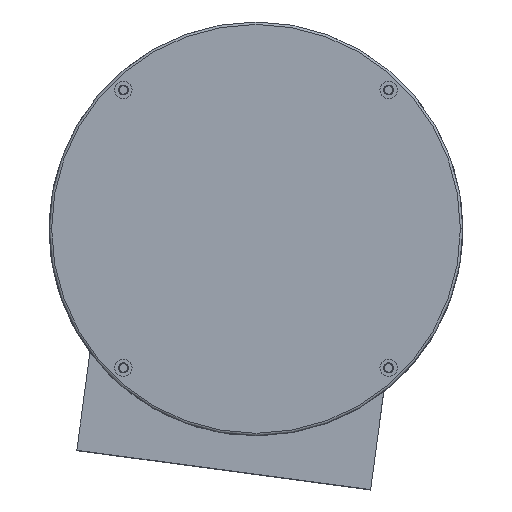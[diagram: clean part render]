
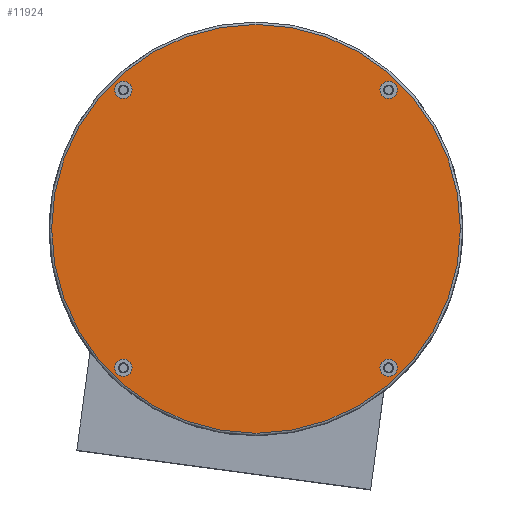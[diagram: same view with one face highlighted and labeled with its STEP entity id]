
A CAD part, top view. The second image highlights one B-rep face of the part: STEP entity #11924.
In plain terms, the highlighted face is planar.
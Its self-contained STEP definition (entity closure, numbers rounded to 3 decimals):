
#1282 = VERTEX_POINT ( 'NONE', #25733 ) ;
#2135 = FACE_BOUND ( 'NONE', #29494, .T. ) ;
#2157 = DIRECTION ( 'NONE',  ( 0., 0., 1. ) ) ;
#2908 = AXIS2_PLACEMENT_3D ( 'NONE', #13854, #21099, #24270 ) ;
#3681 = VERTEX_POINT ( 'NONE', #35331 ) ;
#3919 = EDGE_CURVE ( 'NONE', #40426, #36652, #23858, .T. ) ;
#4009 = DIRECTION ( 'NONE',  ( 0., 0., -1. ) ) ;
#4315 = CIRCLE ( 'NONE', #24227, 7. ) ;
#4325 = VERTEX_POINT ( 'NONE', #37762 ) ;
#4468 = CARTESIAN_POINT ( 'NONE',  ( 45.3, 0., 165.5 ) ) ;
#4982 = AXIS2_PLACEMENT_3D ( 'NONE', #9428, #28683, #8872 ) ;
#5251 = CARTESIAN_POINT ( 'NONE',  ( 45.3, 161., 0. ) ) ;
#5668 = DIRECTION ( 'NONE',  ( 0., 0., -1. ) ) ;
#6535 = VERTEX_POINT ( 'NONE', #4468 ) ;
#7567 = CARTESIAN_POINT ( 'NONE',  ( 45.3, 112.5, -107.35 ) ) ;
#7828 = CIRCLE ( 'NONE', #14830, 7. ) ;
#8279 = FACE_BOUND ( 'NONE', #26976, .T. ) ;
#8639 = DIRECTION ( 'NONE',  ( 1., 0., 0. ) ) ;
#8709 = PLANE ( 'NONE',  #9023 ) ;
#8872 = DIRECTION ( 'NONE',  ( 0., 0., -1. ) ) ;
#8890 = DIRECTION ( 'NONE',  ( 1., 0., 0. ) ) ;
#8999 = DIRECTION ( 'NONE',  ( 0., 0., 1. ) ) ;
#9023 = AXIS2_PLACEMENT_3D ( 'NONE', #5251, #15371, #8999 ) ;
#9317 = FACE_OUTER_BOUND ( 'NONE', #36232, .T. ) ;
#9428 = CARTESIAN_POINT ( 'NONE',  ( 45.3, 112.5, 107.35 ) ) ;
#9687 = ORIENTED_EDGE ( 'NONE', *, *, #26640, .T. ) ;
#9856 = CIRCLE ( 'NONE', #20697, 7. ) ;
#9888 = EDGE_CURVE ( 'NONE', #3681, #38901, #14147, .T. ) ;
#11648 = EDGE_CURVE ( 'NONE', #13655, #1282, #7828, .T. ) ;
#11775 = EDGE_CURVE ( 'NONE', #24085, #29123, #9856, .T. ) ;
#11924 = ADVANCED_FACE ( 'NONE', ( #9317, #8279, #33655, #2135, #37300 ), #8709, .F. ) ;
#12257 = CARTESIAN_POINT ( 'NONE',  ( 45.3, 0., 0. ) ) ;
#13371 = ORIENTED_EDGE ( 'NONE', *, *, #11775, .F. ) ;
#13655 = VERTEX_POINT ( 'NONE', #41735 ) ;
#13701 = AXIS2_PLACEMENT_3D ( 'NONE', #24364, #23796, #34056 ) ;
#13854 = CARTESIAN_POINT ( 'NONE',  ( 45.3, -112.5, 107.35 ) ) ;
#14147 = CIRCLE ( 'NONE', #2908, 7. ) ;
#14186 = CIRCLE ( 'NONE', #15495, 7. ) ;
#14687 = CIRCLE ( 'NONE', #31305, 165.5 ) ;
#14830 = AXIS2_PLACEMENT_3D ( 'NONE', #7567, #20617, #40145 ) ;
#15210 = DIRECTION ( 'NONE',  ( 1., 0., 0. ) ) ;
#15371 = DIRECTION ( 'NONE',  ( -1., 0., 0. ) ) ;
#15495 = AXIS2_PLACEMENT_3D ( 'NONE', #41710, #15210, #5668 ) ;
#17038 = CARTESIAN_POINT ( 'NONE',  ( 45.3, 112.5, -107.35 ) ) ;
#17991 = DIRECTION ( 'NONE',  ( 1., 0., 0. ) ) ;
#18538 = CARTESIAN_POINT ( 'NONE',  ( 45.3, -112.5, 100.35 ) ) ;
#18593 = DIRECTION ( 'NONE',  ( 1., 0., 0. ) ) ;
#19335 = CIRCLE ( 'NONE', #37032, 7. ) ;
#19680 = CIRCLE ( 'NONE', #42551, 165.5 ) ;
#20617 = DIRECTION ( 'NONE',  ( 1., 0., 0. ) ) ;
#20697 = AXIS2_PLACEMENT_3D ( 'NONE', #31405, #17991, #24493 ) ;
#21099 = DIRECTION ( 'NONE',  ( 1., 0., 0. ) ) ;
#21687 = ORIENTED_EDGE ( 'NONE', *, *, #9888, .F. ) ;
#21719 = EDGE_CURVE ( 'NONE', #1282, #13655, #19335, .T. ) ;
#21884 = CIRCLE ( 'NONE', #13701, 7. ) ;
#23549 = DIRECTION ( 'NONE',  ( 1., 0., 0. ) ) ;
#23796 = DIRECTION ( 'NONE',  ( 1., 0., 0. ) ) ;
#23858 = CIRCLE ( 'NONE', #4982, 7. ) ;
#24085 = VERTEX_POINT ( 'NONE', #40240 ) ;
#24227 = AXIS2_PLACEMENT_3D ( 'NONE', #28696, #8890, #32026 ) ;
#24270 = DIRECTION ( 'NONE',  ( 0., 0., -1. ) ) ;
#24364 = CARTESIAN_POINT ( 'NONE',  ( 45.3, -112.5, 107.35 ) ) ;
#24493 = DIRECTION ( 'NONE',  ( 0., 0., -1. ) ) ;
#25733 = CARTESIAN_POINT ( 'NONE',  ( 45.3, 112.5, -100.35 ) ) ;
#26640 = EDGE_CURVE ( 'NONE', #4325, #6535, #14687, .T. ) ;
#26976 = EDGE_LOOP ( 'NONE', ( #39290, #21687 ) ) ;
#27353 = CARTESIAN_POINT ( 'NONE',  ( 45.3, 112.5, 114.35 ) ) ;
#28683 = DIRECTION ( 'NONE',  ( 1., 0., 0. ) ) ;
#28696 = CARTESIAN_POINT ( 'NONE',  ( 45.3, -112.5, -107.35 ) ) ;
#29123 = VERTEX_POINT ( 'NONE', #41798 ) ;
#29494 = EDGE_LOOP ( 'NONE', ( #42837, #33217 ) ) ;
#30952 = ORIENTED_EDGE ( 'NONE', *, *, #41997, .F. ) ;
#31070 = EDGE_CURVE ( 'NONE', #6535, #4325, #19680, .T. ) ;
#31305 = AXIS2_PLACEMENT_3D ( 'NONE', #35352, #18593, #32302 ) ;
#31405 = CARTESIAN_POINT ( 'NONE',  ( 45.3, -112.5, -107.35 ) ) ;
#31937 = ORIENTED_EDGE ( 'NONE', *, *, #34900, .F. ) ;
#32026 = DIRECTION ( 'NONE',  ( 0., 0., -1. ) ) ;
#32302 = DIRECTION ( 'NONE',  ( 0., 0., 1. ) ) ;
#32547 = EDGE_LOOP ( 'NONE', ( #30952, #13371 ) ) ;
#32703 = ORIENTED_EDGE ( 'NONE', *, *, #31070, .T. ) ;
#33217 = ORIENTED_EDGE ( 'NONE', *, *, #21719, .F. ) ;
#33655 = FACE_BOUND ( 'NONE', #32547, .T. ) ;
#34056 = DIRECTION ( 'NONE',  ( 0., 0., -1. ) ) ;
#34900 = EDGE_CURVE ( 'NONE', #36652, #40426, #14186, .T. ) ;
#35331 = CARTESIAN_POINT ( 'NONE',  ( 45.3, -112.5, 114.35 ) ) ;
#35352 = CARTESIAN_POINT ( 'NONE',  ( 45.3, 0., 0. ) ) ;
#36232 = EDGE_LOOP ( 'NONE', ( #32703, #9687 ) ) ;
#36652 = VERTEX_POINT ( 'NONE', #27353 ) ;
#37032 = AXIS2_PLACEMENT_3D ( 'NONE', #17038, #23549, #4009 ) ;
#37260 = CARTESIAN_POINT ( 'NONE',  ( 45.3, 112.5, 100.35 ) ) ;
#37300 = FACE_BOUND ( 'NONE', #41311, .T. ) ;
#37762 = CARTESIAN_POINT ( 'NONE',  ( 45.3, 0., -165.5 ) ) ;
#38901 = VERTEX_POINT ( 'NONE', #18538 ) ;
#39290 = ORIENTED_EDGE ( 'NONE', *, *, #42712, .F. ) ;
#40145 = DIRECTION ( 'NONE',  ( 0., 0., -1. ) ) ;
#40240 = CARTESIAN_POINT ( 'NONE',  ( 45.3, -112.5, -100.35 ) ) ;
#40426 = VERTEX_POINT ( 'NONE', #37260 ) ;
#41311 = EDGE_LOOP ( 'NONE', ( #42313, #31937 ) ) ;
#41710 = CARTESIAN_POINT ( 'NONE',  ( 45.3, 112.5, 107.35 ) ) ;
#41735 = CARTESIAN_POINT ( 'NONE',  ( 45.3, 112.5, -114.35 ) ) ;
#41798 = CARTESIAN_POINT ( 'NONE',  ( 45.3, -112.5, -114.35 ) ) ;
#41997 = EDGE_CURVE ( 'NONE', #29123, #24085, #4315, .T. ) ;
#42313 = ORIENTED_EDGE ( 'NONE', *, *, #3919, .F. ) ;
#42551 = AXIS2_PLACEMENT_3D ( 'NONE', #12257, #8639, #2157 ) ;
#42712 = EDGE_CURVE ( 'NONE', #38901, #3681, #21884, .T. ) ;
#42837 = ORIENTED_EDGE ( 'NONE', *, *, #11648, .F. ) ;
